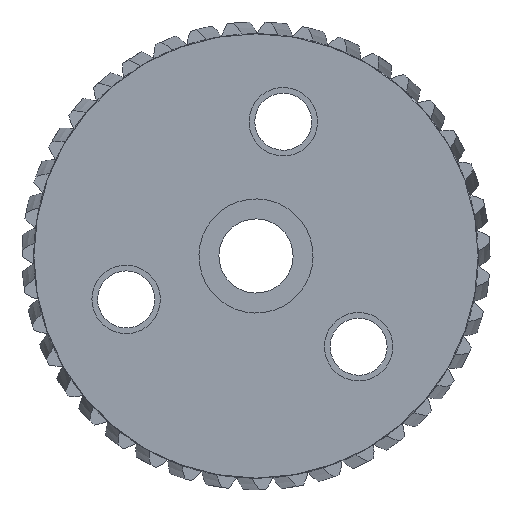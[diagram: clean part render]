
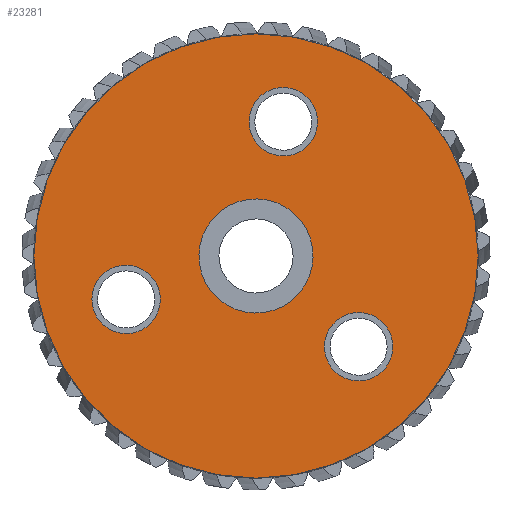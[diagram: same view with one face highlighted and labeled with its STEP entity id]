
A CAD part, left-side view. The second image highlights one B-rep face of the part: STEP entity #23281.
In plain terms, the highlighted planar face has unit normal (-1, 0, 0).
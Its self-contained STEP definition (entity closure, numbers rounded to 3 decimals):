
#347 = CIRCLE ( 'NONE', #3941, 1.5 ) ;
#351 = EDGE_LOOP ( 'NONE', ( #19723, #23837 ) ) ;
#496 = ORIENTED_EDGE ( 'NONE', *, *, #15692, .F. ) ;
#551 = DIRECTION ( 'NONE',  ( 1., 0., 0. ) ) ;
#828 = AXIS2_PLACEMENT_3D ( 'NONE', #7491, #14234, #1473 ) ;
#1473 = DIRECTION ( 'NONE',  ( 0., -0.749, -0.663 ) ) ;
#1560 = AXIS2_PLACEMENT_3D ( 'NONE', #21321, #18535, #3654 ) ;
#2307 = EDGE_LOOP ( 'NONE', ( #15582, #496 ) ) ;
#2544 = ORIENTED_EDGE ( 'NONE', *, *, #12234, .T. ) ;
#3183 = EDGE_LOOP ( 'NONE', ( #13294, #24509 ) ) ;
#3654 = DIRECTION ( 'NONE',  ( 0., -0.749, -0.663 ) ) ;
#3908 = DIRECTION ( 'NONE',  ( 1., 0., 0. ) ) ;
#3941 = AXIS2_PLACEMENT_3D ( 'NONE', #25255, #3908, #20495 ) ;
#4216 = DIRECTION ( 'NONE',  ( 0., 0., -1. ) ) ;
#4489 = FACE_BOUND ( 'NONE', #3183, .T. ) ;
#4717 = ORIENTED_EDGE ( 'NONE', *, *, #5394, .T. ) ;
#5055 = EDGE_LOOP ( 'NONE', ( #4717, #6538 ) ) ;
#5130 = CARTESIAN_POINT ( 'NONE',  ( -1.5, 0., 0. ) ) ;
#5153 = EDGE_LOOP ( 'NONE', ( #24631, #2544 ) ) ;
#5251 = VERTEX_POINT ( 'NONE', #20931 ) ;
#5310 = AXIS2_PLACEMENT_3D ( 'NONE', #5470, #13604, #26377 ) ;
#5337 = DIRECTION ( 'NONE',  ( 0., 0., -1. ) ) ;
#5394 = EDGE_CURVE ( 'NONE', #24107, #13666, #25131, .T. ) ;
#5470 = CARTESIAN_POINT ( 'NONE',  ( -1.5, 0., 0. ) ) ;
#5943 = CIRCLE ( 'NONE', #22538, 1.5 ) ;
#6538 = ORIENTED_EDGE ( 'NONE', *, *, #8250, .T. ) ;
#6648 = CARTESIAN_POINT ( 'NONE',  ( -1.5, -2.666, 5.581 ) ) ;
#6734 = FACE_OUTER_BOUND ( 'NONE', #2307, .T. ) ;
#7094 = CARTESIAN_POINT ( 'NONE',  ( -1.5, 5.69, -1.904 ) ) ;
#7356 = CIRCLE ( 'NONE', #16315, 9.73 ) ;
#7491 = CARTESIAN_POINT ( 'NONE',  ( -1.5, -4.494, -3.975 ) ) ;
#7515 = EDGE_CURVE ( 'NONE', #23569, #12286, #7356, .T. ) ;
#8250 = EDGE_CURVE ( 'NONE', #13666, #24107, #5943, .T. ) ;
#8383 = VERTEX_POINT ( 'NONE', #6648 ) ;
#8421 = CARTESIAN_POINT ( 'NONE',  ( -1.5, 5.214, -3.327 ) ) ;
#8703 = FACE_BOUND ( 'NONE', #5153, .T. ) ;
#9459 = CARTESIAN_POINT ( 'NONE',  ( -1.5, -1.196, 5.88 ) ) ;
#10755 = CIRCLE ( 'NONE', #17096, 2.5 ) ;
#10927 = DIRECTION ( 'NONE',  ( 0., 0.948, -0.317 ) ) ;
#11073 = PLANE ( 'NONE',  #12549 ) ;
#11300 = DIRECTION ( 'NONE',  ( 1., 0., 0. ) ) ;
#11325 = EDGE_CURVE ( 'NONE', #23959, #8383, #347, .T. ) ;
#11923 = EDGE_CURVE ( 'NONE', #24086, #20881, #22328, .T. ) ;
#12234 = EDGE_CURVE ( 'NONE', #21331, #5251, #18757, .T. ) ;
#12286 = VERTEX_POINT ( 'NONE', #19737 ) ;
#12549 = AXIS2_PLACEMENT_3D ( 'NONE', #19097, #23463, #4216 ) ;
#13190 = CARTESIAN_POINT ( 'NONE',  ( -1.5, -3.5, -5.099 ) ) ;
#13294 = ORIENTED_EDGE ( 'NONE', *, *, #13962, .T. ) ;
#13604 = DIRECTION ( 'NONE',  ( 1., 0., 0. ) ) ;
#13666 = VERTEX_POINT ( 'NONE', #25960 ) ;
#13962 = EDGE_CURVE ( 'NONE', #20881, #24086, #24414, .T. ) ;
#14147 = CARTESIAN_POINT ( 'NONE',  ( -1.5, 2.45, 0.498 ) ) ;
#14234 = DIRECTION ( 'NONE',  ( 1., 0., 0. ) ) ;
#14346 = AXIS2_PLACEMENT_3D ( 'NONE', #9459, #26579, #20418 ) ;
#14350 = CARTESIAN_POINT ( 'NONE',  ( -1.5, 0.274, 6.179 ) ) ;
#15275 = DIRECTION ( 'NONE',  ( 1., 0., 0. ) ) ;
#15582 = ORIENTED_EDGE ( 'NONE', *, *, #7515, .F. ) ;
#15692 = EDGE_CURVE ( 'NONE', #12286, #23569, #26005, .T. ) ;
#16292 = CARTESIAN_POINT ( 'NONE',  ( -1.5, 0., 0. ) ) ;
#16315 = AXIS2_PLACEMENT_3D ( 'NONE', #16292, #24861, #5337 ) ;
#17047 = AXIS2_PLACEMENT_3D ( 'NONE', #5130, #11300, #26320 ) ;
#17096 = AXIS2_PLACEMENT_3D ( 'NONE', #19077, #15275, #21470 ) ;
#18331 = DIRECTION ( 'NONE',  ( 1., 0., 0. ) ) ;
#18535 = DIRECTION ( 'NONE',  ( 1., 0., 0. ) ) ;
#18757 = CIRCLE ( 'NONE', #5310, 2.5 ) ;
#19077 = CARTESIAN_POINT ( 'NONE',  ( -1.5, 0., 0. ) ) ;
#19097 = CARTESIAN_POINT ( 'NONE',  ( -1.5, 0., 0. ) ) ;
#19723 = ORIENTED_EDGE ( 'NONE', *, *, #11325, .T. ) ;
#19737 = CARTESIAN_POINT ( 'NONE',  ( -1.5, 0., 9.73 ) ) ;
#20418 = DIRECTION ( 'NONE',  ( 0., -0.199, 0.98 ) ) ;
#20495 = DIRECTION ( 'NONE',  ( 0., -0.199, 0.98 ) ) ;
#20881 = VERTEX_POINT ( 'NONE', #24568 ) ;
#20931 = CARTESIAN_POINT ( 'NONE',  ( -1.5, -2.45, -0.498 ) ) ;
#21321 = CARTESIAN_POINT ( 'NONE',  ( -1.5, -4.494, -3.975 ) ) ;
#21331 = VERTEX_POINT ( 'NONE', #14147 ) ;
#21470 = DIRECTION ( 'NONE',  ( 0., 0.199, -0.98 ) ) ;
#21894 = CARTESIAN_POINT ( 'NONE',  ( -1.5, 5.69, -1.904 ) ) ;
#22328 = CIRCLE ( 'NONE', #828, 1.5 ) ;
#22538 = AXIS2_PLACEMENT_3D ( 'NONE', #7094, #18331, #26470 ) ;
#23281 = ADVANCED_FACE ( 'NONE', ( #8703, #25821, #23727, #4489, #6734 ), #11073, .F. ) ;
#23463 = DIRECTION ( 'NONE',  ( 1., 0., 0. ) ) ;
#23569 = VERTEX_POINT ( 'NONE', #27763 ) ;
#23727 = FACE_BOUND ( 'NONE', #5055, .T. ) ;
#23837 = ORIENTED_EDGE ( 'NONE', *, *, #27391, .T. ) ;
#23959 = VERTEX_POINT ( 'NONE', #14350 ) ;
#24086 = VERTEX_POINT ( 'NONE', #13190 ) ;
#24107 = VERTEX_POINT ( 'NONE', #8421 ) ;
#24414 = CIRCLE ( 'NONE', #1560, 1.5 ) ;
#24509 = ORIENTED_EDGE ( 'NONE', *, *, #11923, .T. ) ;
#24568 = CARTESIAN_POINT ( 'NONE',  ( -1.5, -5.488, -2.852 ) ) ;
#24631 = ORIENTED_EDGE ( 'NONE', *, *, #25471, .T. ) ;
#24861 = DIRECTION ( 'NONE',  ( 1., 0., 0. ) ) ;
#25131 = CIRCLE ( 'NONE', #25622, 1.5 ) ;
#25255 = CARTESIAN_POINT ( 'NONE',  ( -1.5, -1.196, 5.88 ) ) ;
#25471 = EDGE_CURVE ( 'NONE', #5251, #21331, #10755, .T. ) ;
#25622 = AXIS2_PLACEMENT_3D ( 'NONE', #21894, #551, #10927 ) ;
#25821 = FACE_BOUND ( 'NONE', #351, .T. ) ;
#25960 = CARTESIAN_POINT ( 'NONE',  ( -1.5, 6.166, -0.482 ) ) ;
#25992 = CIRCLE ( 'NONE', #14346, 1.5 ) ;
#26005 = CIRCLE ( 'NONE', #17047, 9.73 ) ;
#26320 = DIRECTION ( 'NONE',  ( 0., 0., -1. ) ) ;
#26377 = DIRECTION ( 'NONE',  ( 0., 0.199, -0.98 ) ) ;
#26470 = DIRECTION ( 'NONE',  ( 0., 0.948, -0.317 ) ) ;
#26579 = DIRECTION ( 'NONE',  ( 1., 0., 0. ) ) ;
#27391 = EDGE_CURVE ( 'NONE', #8383, #23959, #25992, .T. ) ;
#27763 = CARTESIAN_POINT ( 'NONE',  ( -1.5, 0., -9.73 ) ) ;
